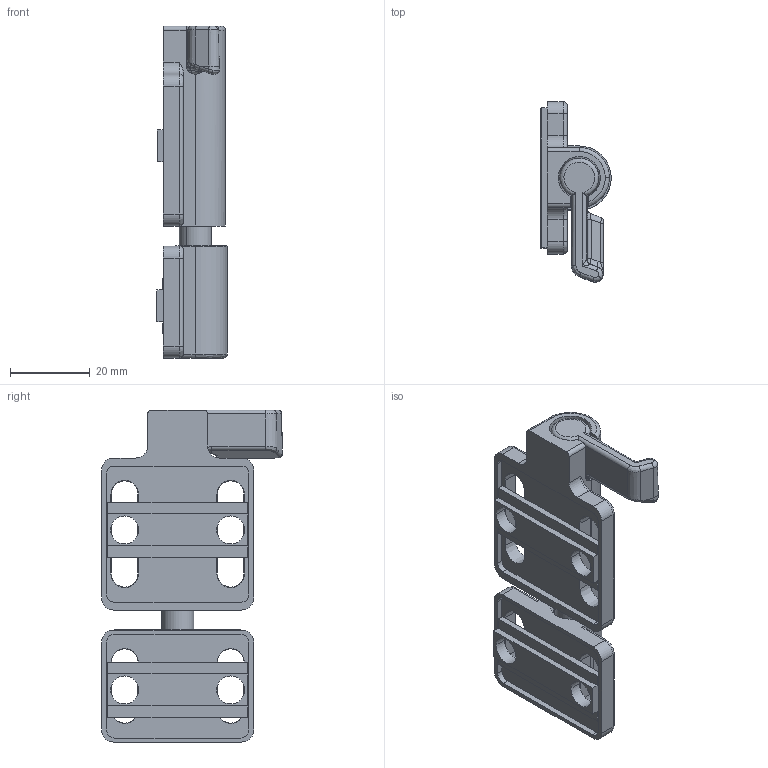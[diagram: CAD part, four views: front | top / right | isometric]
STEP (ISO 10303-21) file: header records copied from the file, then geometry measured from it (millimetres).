
FILE_DESCRIPTION (( 'STEP AP214' ), '1' );
FILE_NAME ('7330040', '2019-02-01T14:37:46', ( '' ), ('JUGARD+KÜNSTNER GmbH'), 'SwSTEP 2.0', 'SolidWorks 2017', '' );
FILE_SCHEMA (( 'AUTOMOTIVE_DESIGN' ));
Length unit declared in the file: millimetre
Products named in the file (5): Kopie von Verschlussriegel^7330040; 7330040_CNAJF00; Kopie von Riegel_8^7330040; Kopie von Volumenk_rper1^7330040; Kopie von Falle_8^7330040
Assembly tree (5 placements, depth 2):
  7330040_CNAJF00
    Kopie von Verschlussriegel^7330040
    Kopie von Volumenk_rper1^7330040  x2
    Kopie von Falle_8^7330040
    Kopie von Riegel_8^7330040
Bounding box: 17.64 x 45.16 x 83 mm (x, y, z)
Volume: 20025.7 mm3; surface area: 15078.1 mm2
Topology: 5 solids, 5 shells, 219 faces, 553 edges, 346 vertices
Faces by surface type: plane 81, cylinder 77, bspline 34, cone 25, torus 2
Entity records: 7401 total; most frequent: CARTESIAN_POINT 2455, ORIENTED_EDGE 1026, DIRECTION 969, EDGE_CURVE 513, AXIS2_PLACEMENT_3D 359, VERTEX_POINT 322, VECTOR 251, LINE 251
